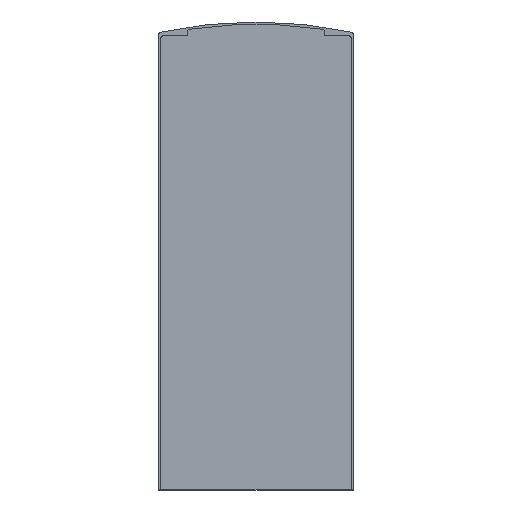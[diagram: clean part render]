
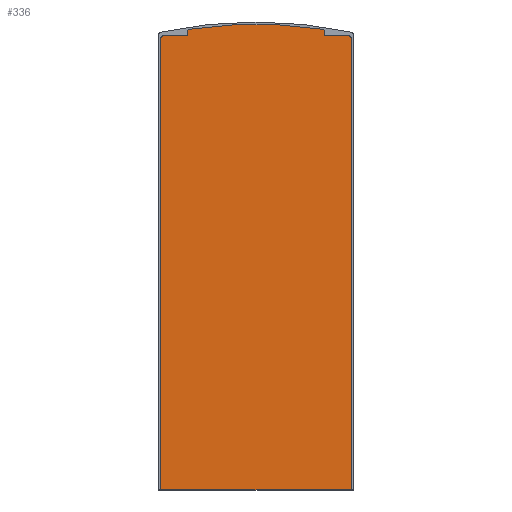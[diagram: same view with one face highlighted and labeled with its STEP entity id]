
A CAD part, top view. The second image highlights one B-rep face of the part: STEP entity #336.
In plain terms, the highlighted planar face has unit normal (0, 0, 1).
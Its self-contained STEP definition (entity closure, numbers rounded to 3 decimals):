
#4 = DIRECTION ( 'NONE',  ( -1., 0., 0. ) ) ;
#5 = VERTEX_POINT ( 'NONE', #332 ) ;
#6 = AXIS2_PLACEMENT_3D ( 'NONE', #367, #466, #4 ) ;
#7 = AXIS2_PLACEMENT_3D ( 'NONE', #443, #507, #284 ) ;
#9 = ORIENTED_EDGE ( 'NONE', *, *, #606, .F. ) ;
#18 = VERTEX_POINT ( 'NONE', #247 ) ;
#42 = LINE ( 'NONE', #175, #401 ) ;
#48 = DIRECTION ( 'NONE',  ( 0., 1., 0. ) ) ;
#66 = DIRECTION ( 'NONE',  ( -1., 0., 0. ) ) ;
#78 = DIRECTION ( 'NONE',  ( 0., 0., -1. ) ) ;
#98 = DIRECTION ( 'NONE',  ( -1., 0., 0. ) ) ;
#100 = CARTESIAN_POINT ( 'NONE',  ( -28.908, 138.845, 2. ) ) ;
#101 = EDGE_CURVE ( 'NONE', #651, #425, #131, .T. ) ;
#103 = ORIENTED_EDGE ( 'NONE', *, *, #543, .F. ) ;
#109 = VERTEX_POINT ( 'NONE', #124 ) ;
#111 = ORIENTED_EDGE ( 'NONE', *, *, #238, .F. ) ;
#116 = VERTEX_POINT ( 'NONE', #100 ) ;
#121 = VERTEX_POINT ( 'NONE', #461 ) ;
#124 = CARTESIAN_POINT ( 'NONE',  ( 29.76, 136., 2. ) ) ;
#125 = CARTESIAN_POINT ( 'NONE',  ( -28.76, 137.856, 2. ) ) ;
#127 = VECTOR ( 'NONE', #342, 1000. ) ;
#128 = ORIENTED_EDGE ( 'NONE', *, *, #195, .T. ) ;
#131 = LINE ( 'NONE', #605, #542 ) ;
#132 = EDGE_CURVE ( 'NONE', #194, #18, #331, .T. ) ;
#134 = ORIENTED_EDGE ( 'NONE', *, *, #132, .F. ) ;
#137 = DIRECTION ( 'NONE',  ( 0., 1., 0. ) ) ;
#150 = CARTESIAN_POINT ( 'NONE',  ( 40.25, 136., 2. ) ) ;
#160 = DIRECTION ( 'NONE',  ( -1., 0., 0. ) ) ;
#169 = VERTEX_POINT ( 'NONE', #150 ) ;
#170 = ORIENTED_EDGE ( 'NONE', *, *, #459, .F. ) ;
#175 = CARTESIAN_POINT ( 'NONE',  ( -29.76, 136., 2. ) ) ;
#184 = AXIS2_PLACEMENT_3D ( 'NONE', #265, #530, #66 ) ;
#185 = EDGE_CURVE ( 'NONE', #5, #204, #42, .T. ) ;
#188 = LINE ( 'NONE', #559, #535 ) ;
#194 = VERTEX_POINT ( 'NONE', #353 ) ;
#195 = EDGE_CURVE ( 'NONE', #213, #121, #235, .T. ) ;
#204 = VERTEX_POINT ( 'NONE', #567 ) ;
#206 = CARTESIAN_POINT ( 'NONE',  ( -41.25, -61., 2. ) ) ;
#208 = ORIENTED_EDGE ( 'NONE', *, *, #424, .F. ) ;
#213 = VERTEX_POINT ( 'NONE', #294 ) ;
#216 = CIRCLE ( 'NONE', #184, 1. ) ;
#229 = LINE ( 'NONE', #234, #127 ) ;
#234 = CARTESIAN_POINT ( 'NONE',  ( -41.25, -61., 2. ) ) ;
#235 = LINE ( 'NONE', #251, #573 ) ;
#238 = EDGE_CURVE ( 'NONE', #109, #169, #297, .T. ) ;
#247 = CARTESIAN_POINT ( 'NONE',  ( 29.76, 137.856, 2. ) ) ;
#251 = CARTESIAN_POINT ( 'NONE',  ( 41.25, -61., 2. ) ) ;
#265 = CARTESIAN_POINT ( 'NONE',  ( -40.25, 135., 2. ) ) ;
#275 = ORIENTED_EDGE ( 'NONE', *, *, #480, .F. ) ;
#282 = VECTOR ( 'NONE', #557, 1000. ) ;
#284 = DIRECTION ( 'NONE',  ( -1., 0., 0. ) ) ;
#294 = CARTESIAN_POINT ( 'NONE',  ( 41.25, -61., 2. ) ) ;
#297 = LINE ( 'NONE', #343, #282 ) ;
#324 = CIRCLE ( 'NONE', #7, 1. ) ;
#331 = CIRCLE ( 'NONE', #6, 1. ) ;
#332 = CARTESIAN_POINT ( 'NONE',  ( -29.76, 136., 2. ) ) ;
#336 = ADVANCED_FACE ( 'NONE', ( #444 ), #656, .F. ) ;
#342 = DIRECTION ( 'NONE',  ( 1., 0., 0. ) ) ;
#343 = CARTESIAN_POINT ( 'NONE',  ( 29.76, 136., 2. ) ) ;
#353 = CARTESIAN_POINT ( 'NONE',  ( 28.908, 138.845, 2. ) ) ;
#358 = LINE ( 'NONE', #633, #366 ) ;
#359 = EDGE_CURVE ( 'NONE', #651, #213, #229, .T. ) ;
#366 = VECTOR ( 'NONE', #468, 1000. ) ;
#367 = CARTESIAN_POINT ( 'NONE',  ( 28.76, 137.856, 2. ) ) ;
#373 = AXIS2_PLACEMENT_3D ( 'NONE', #402, #623, #98 ) ;
#378 = VERTEX_POINT ( 'NONE', #608 ) ;
#384 = DIRECTION ( 'NONE',  ( 0., 1., 0. ) ) ;
#401 = VECTOR ( 'NONE', #137, 1000. ) ;
#402 = CARTESIAN_POINT ( 'NONE',  ( 0., -54., 2. ) ) ;
#423 = CARTESIAN_POINT ( 'NONE',  ( -28.76, 137.856, 2. ) ) ;
#424 = EDGE_CURVE ( 'NONE', #378, #5, #358, .T. ) ;
#425 = VERTEX_POINT ( 'NONE', #516 ) ;
#434 = ORIENTED_EDGE ( 'NONE', *, *, #101, .F. ) ;
#441 = EDGE_LOOP ( 'NONE', ( #479, #472, #208, #9, #434, #520, #128, #275, #111, #170, #134, #103 ) ) ;
#443 = CARTESIAN_POINT ( 'NONE',  ( 40.25, 135., 2. ) ) ;
#444 = FACE_OUTER_BOUND ( 'NONE', #441, .T. ) ;
#450 = CIRCLE ( 'NONE', #592, 1. ) ;
#459 = EDGE_CURVE ( 'NONE', #18, #109, #188, .T. ) ;
#461 = CARTESIAN_POINT ( 'NONE',  ( 41.25, 135., 2. ) ) ;
#466 = DIRECTION ( 'NONE',  ( 0., 0., -1. ) ) ;
#468 = DIRECTION ( 'NONE',  ( 1., 0., 0. ) ) ;
#472 = ORIENTED_EDGE ( 'NONE', *, *, #185, .F. ) ;
#479 = ORIENTED_EDGE ( 'NONE', *, *, #593, .F. ) ;
#480 = EDGE_CURVE ( 'NONE', #169, #121, #324, .T. ) ;
#487 = DIRECTION ( 'NONE',  ( -1., 0., 0. ) ) ;
#507 = DIRECTION ( 'NONE',  ( 0., 0., -1. ) ) ;
#516 = CARTESIAN_POINT ( 'NONE',  ( -41.25, 135., 2. ) ) ;
#520 = ORIENTED_EDGE ( 'NONE', *, *, #359, .T. ) ;
#530 = DIRECTION ( 'NONE',  ( 0., 0., -1. ) ) ;
#535 = VECTOR ( 'NONE', #566, 1000. ) ;
#542 = VECTOR ( 'NONE', #384, 1000. ) ;
#543 = EDGE_CURVE ( 'NONE', #116, #194, #675, .T. ) ;
#557 = DIRECTION ( 'NONE',  ( 1., 0., 0. ) ) ;
#559 = CARTESIAN_POINT ( 'NONE',  ( 29.76, 137.856, 2. ) ) ;
#566 = DIRECTION ( 'NONE',  ( 0., -1., 0. ) ) ;
#567 = CARTESIAN_POINT ( 'NONE',  ( -29.76, 137.856, 2. ) ) ;
#573 = VECTOR ( 'NONE', #48, 1000. ) ;
#592 = AXIS2_PLACEMENT_3D ( 'NONE', #423, #643, #160 ) ;
#593 = EDGE_CURVE ( 'NONE', #204, #116, #450, .T. ) ;
#605 = CARTESIAN_POINT ( 'NONE',  ( -41.25, -61., 2. ) ) ;
#606 = EDGE_CURVE ( 'NONE', #425, #378, #216, .T. ) ;
#608 = CARTESIAN_POINT ( 'NONE',  ( -40.25, 136., 2. ) ) ;
#623 = DIRECTION ( 'NONE',  ( 0., 0., -1. ) ) ;
#633 = CARTESIAN_POINT ( 'NONE',  ( -40.25, 136., 2. ) ) ;
#635 = AXIS2_PLACEMENT_3D ( 'NONE', #125, #78, #487 ) ;
#643 = DIRECTION ( 'NONE',  ( 0., 0., -1. ) ) ;
#651 = VERTEX_POINT ( 'NONE', #206 ) ;
#656 = PLANE ( 'NONE',  #635 ) ;
#675 = CIRCLE ( 'NONE', #373, 195. ) ;
